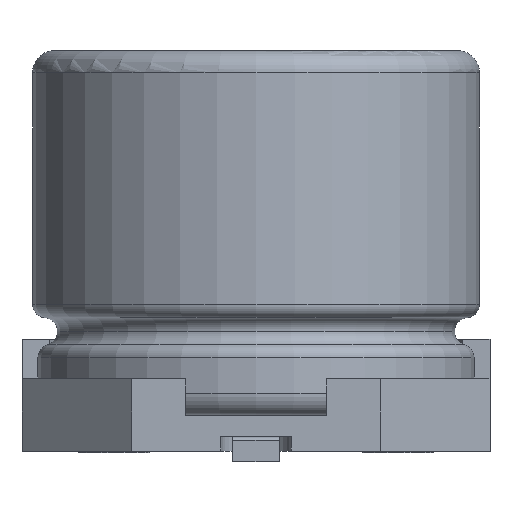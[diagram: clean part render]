
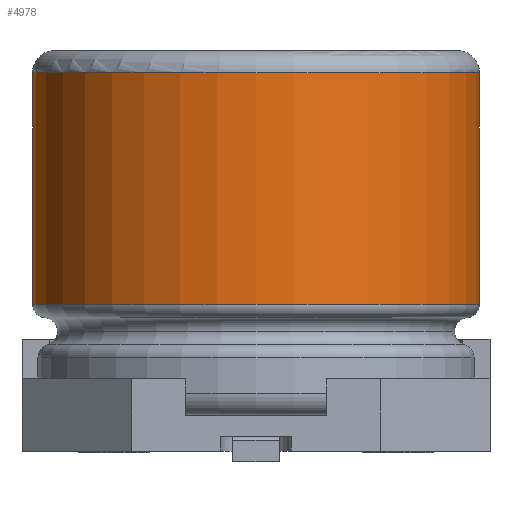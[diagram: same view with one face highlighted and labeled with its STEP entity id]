
A CAD part, front view. The second image highlights one B-rep face of the part: STEP entity #4978.
In plain terms, the highlighted cylindrical face has radius 3.15 mm (diameter 6.3 mm), a full revolution.
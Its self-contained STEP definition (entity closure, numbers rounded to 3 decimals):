
#494=FACE_OUTER_BOUND('',#782,.T.);
#782=EDGE_LOOP('',(#3832,#3833,#3834,#3835,#3836));
#1231=LINE('',#8063,#1731);
#1731=VECTOR('',#6233,3.15);
#2025=CIRCLE('',#5372,3.15);
#2026=CIRCLE('',#5373,3.15);
#2027=CIRCLE('',#5374,3.15);
#2341=VERTEX_POINT('',#8060);
#2342=VERTEX_POINT('',#8062);
#2343=VERTEX_POINT('',#8064);
#2902=EDGE_CURVE('',#2341,#2341,#2025,.T.);
#2903=EDGE_CURVE('',#2341,#2342,#1231,.T.);
#2904=EDGE_CURVE('',#2342,#2343,#2026,.T.);
#2905=EDGE_CURVE('',#2343,#2342,#2027,.T.);
#3832=ORIENTED_EDGE('',*,*,#2902,.T.);
#3833=ORIENTED_EDGE('',*,*,#2903,.T.);
#3834=ORIENTED_EDGE('',*,*,#2904,.T.);
#3835=ORIENTED_EDGE('',*,*,#2905,.T.);
#3836=ORIENTED_EDGE('',*,*,#2903,.F.);
#4632=CYLINDRICAL_SURFACE('',#5371,3.15);
#4978=ADVANCED_FACE('',(#494),#4632,.T.);
#5371=AXIS2_PLACEMENT_3D('',#8059,#6229,#6230);
#5372=AXIS2_PLACEMENT_3D('',#8061,#6231,#6232);
#5373=AXIS2_PLACEMENT_3D('',#8065,#6234,#6235);
#5374=AXIS2_PLACEMENT_3D('',#8066,#6236,#6237);
#6229=DIRECTION('center_axis',(0.,0.,-1.));
#6230=DIRECTION('ref_axis',(1.,0.,0.));
#6231=DIRECTION('center_axis',(0.,0.,1.));
#6232=DIRECTION('ref_axis',(1.,0.,0.));
#6233=DIRECTION('',(0.,0.,1.));
#6234=DIRECTION('center_axis',(0.,0.,-1.));
#6235=DIRECTION('ref_axis',(-1.,0.,0.));
#6236=DIRECTION('center_axis',(0.,0.,-1.));
#6237=DIRECTION('ref_axis',(-1.,0.,0.));
#8059=CARTESIAN_POINT('Origin',(0.,0.,9.9));
#8060=CARTESIAN_POINT('',(-3.15,0.,1.57));
#8061=CARTESIAN_POINT('Origin',(0.,0.,1.57));
#8062=CARTESIAN_POINT('',(-3.15,0.,4.835));
#8063=CARTESIAN_POINT('',(-3.15,0.,9.9));
#8064=CARTESIAN_POINT('',(3.15,0.,4.835));
#8065=CARTESIAN_POINT('Origin',(0.,0.,4.835));
#8066=CARTESIAN_POINT('Origin',(0.,0.,4.835));
